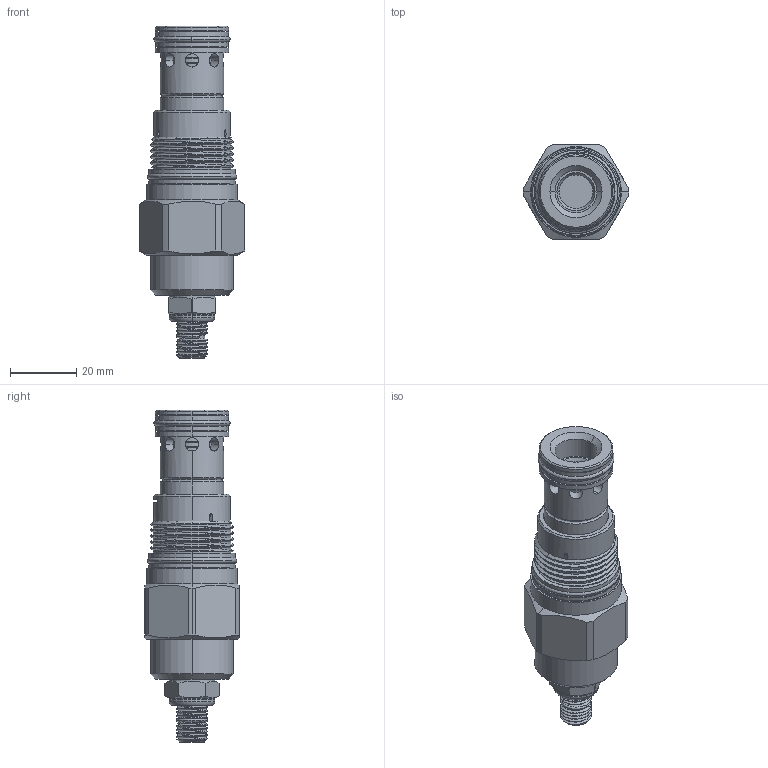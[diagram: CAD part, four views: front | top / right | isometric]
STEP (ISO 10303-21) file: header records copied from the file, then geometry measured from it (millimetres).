
FILE_DESCRIPTION (( 'STEP AP203' ), '1' );
FILE_NAME ('RD3A27-L.STEP', '2016-07-29T08:12:20', ( '' ), ( '' ), 'SwSTEP 2.0', 'SolidWorks 2012', '' );
FILE_SCHEMA (( 'CONFIG_CONTROL_DESIGN' ));
Length unit declared in the file: millimetre
Products named in the file (1): RD3A27-L
Bounding box: 31.8 x 28.57 x 99.97 mm (x, y, z)
Volume: 30338.3 mm3; surface area: 18101.4 mm2
Topology: 9 solids, 10 shells, 496 faces, 1273 edges, 781 vertices
Faces by surface type: cylinder 276, cone 77, plane 72, torus 59, bspline 12
Entity records: 25204 total; most frequent: CARTESIAN_POINT 13895, ORIENTED_EDGE 2530, DIRECTION 2242, EDGE_CURVE 1265, AXIS2_PLACEMENT_3D 949, VERTEX_POINT 781, EDGE_LOOP 542, FACE_OUTER_BOUND 496
